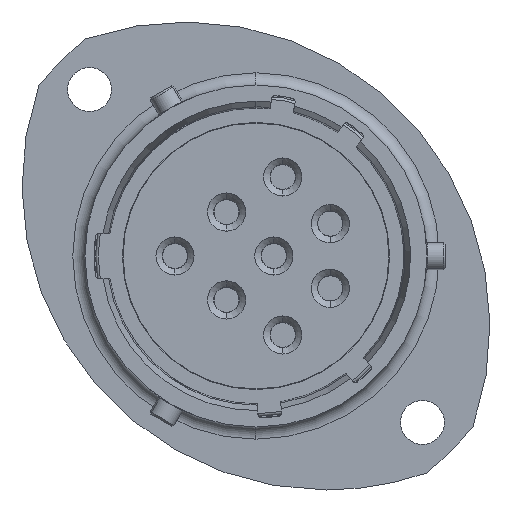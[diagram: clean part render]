
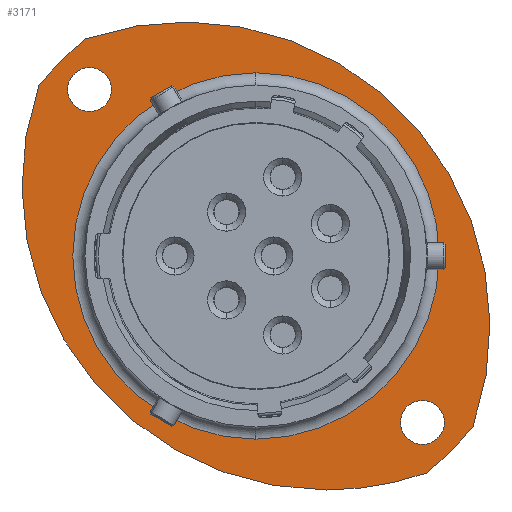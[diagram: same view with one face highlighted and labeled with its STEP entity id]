
A CAD part, left-side view. The second image highlights one B-rep face of the part: STEP entity #3171.
In plain terms, the highlighted planar face has unit normal (-1, 0, 0).
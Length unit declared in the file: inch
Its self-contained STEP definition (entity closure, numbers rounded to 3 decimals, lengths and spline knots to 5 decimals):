
#57 = EDGE_LOOP ( 'NONE', ( #3693, #18085 ) ) ;
#209 = EDGE_LOOP ( 'NONE', ( #3840, #3679, #18041, #18114, #18005 ) ) ;
#442 = EDGE_LOOP ( 'NONE', ( #18098, #3880 ) ) ;
#516 = EDGE_LOOP ( 'NONE', ( #18104, #3697 ) ) ;
#1795 = VERTEX_POINT ( 'NONE', #3960 ) ;
#2015 = CARTESIAN_POINT ( 'NONE',  ( 0.22853, -0.03042, 0.03809 ) ) ;
#2016 = DIRECTION ( 'NONE',  ( -1., 0., 0. ) ) ;
#2017 = DIRECTION ( 'NONE',  ( 0., 0., -1. ) ) ;
#2063 = CARTESIAN_POINT ( 'NONE',  ( 0.22853, -0.3102, -0.65092 ) ) ;
#2064 = DIRECTION ( 'NONE',  ( -1., 0., 0. ) ) ;
#2065 = DIRECTION ( 'NONE',  ( 0., 0., -1. ) ) ;
#2209 = CARTESIAN_POINT ( 'NONE',  ( 0.22853, 0.1742, -0.16652 ) ) ;
#2210 = DIRECTION ( 'NONE',  ( -1., 0., 0. ) ) ;
#2211 = DIRECTION ( 'NONE',  ( 0., 0., 1. ) ) ;
#2253 = CARTESIAN_POINT ( 'NONE',  ( 0.22853, 0.37881, -0.37114 ) ) ;
#2254 = DIRECTION ( 'NONE',  ( -1., 0., 0. ) ) ;
#2255 = DIRECTION ( 'NONE',  ( 0., 0., -1. ) ) ;
#2266 = CARTESIAN_POINT ( 'NONE',  ( 0.22853, 0.1742, -0.16652 ) ) ;
#2267 = DIRECTION ( 'NONE',  ( -1., 0., 0. ) ) ;
#2268 = DIRECTION ( 'NONE',  ( 0., 0., 1. ) ) ;
#2317 = CARTESIAN_POINT ( 'NONE',  ( 0.22853, 0.65859, 0.31787 ) ) ;
#2318 = DIRECTION ( 'NONE',  ( -1., 0., 0. ) ) ;
#2319 = DIRECTION ( 'NONE',  ( 0., 0., -1. ) ) ;
#2369 = CARTESIAN_POINT ( 'NONE',  ( 0.22853, 0.1742, -0.16652 ) ) ;
#2370 = DIRECTION ( 'NONE',  ( 1., 0., 0. ) ) ;
#2371 = DIRECTION ( 'NONE',  ( 0., 0., -1. ) ) ;
#2391 = CARTESIAN_POINT ( 'NONE',  ( 0.22853, -0.4579, -0.66201 ) ) ;
#2392 = CARTESIAN_POINT ( 'NONE',  ( 0.22853, 0.66968, 0.46557 ) ) ;
#2409 = CARTESIAN_POINT ( 'NONE',  ( 0.22853, -0.3102, -0.7149 ) ) ;
#2451 = CARTESIAN_POINT ( 'NONE',  ( 0.22853, -0.03042, -0.84774 ) ) ;
#3171 = ADVANCED_FACE ( 'NONE', ( #6456, #6474, #6476, #6478 ), #6472, .F. ) ;
#3573 = EDGE_CURVE ( 'NONE', #18124, #9631, #5248, .T. ) ;
#3588 = EDGE_CURVE ( 'NONE', #16025, #9531, #5293, .T. ) ;
#3623 = EDGE_CURVE ( 'NONE', #8432, #18124, #8461, .T. ) ;
#3637 = EDGE_CURVE ( 'NONE', #9509, #8432, #8484, .T. ) ;
#3641 = EDGE_CURVE ( 'NONE', #1795, #9509, #8487, .T. ) ;
#3654 = EDGE_CURVE ( 'NONE', #17883, #17946, #8510, .T. ) ;
#3666 = EDGE_CURVE ( 'NONE', #11945, #12176, #8525, .T. ) ;
#3679 = ORIENTED_EDGE ( 'NONE', *, *, #16212, .T. ) ;
#3693 = ORIENTED_EDGE ( 'NONE', *, *, #16204, .F. ) ;
#3697 = ORIENTED_EDGE ( 'NONE', *, *, #3654, .F. ) ;
#3840 = ORIENTED_EDGE ( 'NONE', *, *, #3573, .T. ) ;
#3880 = ORIENTED_EDGE ( 'NONE', *, *, #16176, .T. ) ;
#3960 = CARTESIAN_POINT ( 'NONE',  ( 0.22853, -0.32129, -0.79862 ) ) ;
#4520 = AXIS2_PLACEMENT_3D ( 'NONE', #10079, #10080, #10081 ) ;
#5248 = CIRCLE ( 'NONE', #5261, 0.88583 ) ;
#5261 = AXIS2_PLACEMENT_3D ( 'NONE', #2015, #2016, #2017 ) ;
#5293 = CIRCLE ( 'NONE', #5303, 0.06398 ) ;
#5303 = AXIS2_PLACEMENT_3D ( 'NONE', #2063, #2064, #2065 ) ;
#6456 = FACE_BOUND ( 'NONE', #57, .T. ) ;
#6472 = PLANE ( 'NONE',  #4520 ) ;
#6474 = FACE_BOUND ( 'NONE', #442, .T. ) ;
#6476 = FACE_BOUND ( 'NONE', #516, .T. ) ;
#6478 = FACE_OUTER_BOUND ( 'NONE', #209, .T. ) ;
#7863 = CIRCLE ( 'NONE', #7866, 0.53327 ) ;
#7866 = AXIS2_PLACEMENT_3D ( 'NONE', #15721, #15722, #15723 ) ;
#7904 = CIRCLE ( 'NONE', #7913, 0.06398 ) ;
#7913 = AXIS2_PLACEMENT_3D ( 'NONE', #15817, #15818, #15819 ) ;
#7925 = CIRCLE ( 'NONE', #7927, 0.88583 ) ;
#7927 = AXIS2_PLACEMENT_3D ( 'NONE', #15839, #15840, #15841 ) ;
#7939 = CIRCLE ( 'NONE', #7942, 0.06398 ) ;
#7942 = AXIS2_PLACEMENT_3D ( 'NONE', #15868, #15869, #15870 ) ;
#8432 = VERTEX_POINT ( 'NONE', #2392 ) ;
#8461 = CIRCLE ( 'NONE', #8465, 0.80315 ) ;
#8465 = AXIS2_PLACEMENT_3D ( 'NONE', #2209, #2210, #2211 ) ;
#8484 = CIRCLE ( 'NONE', #8486, 0.88583 ) ;
#8486 = AXIS2_PLACEMENT_3D ( 'NONE', #2253, #2254, #2255 ) ;
#8487 = CIRCLE ( 'NONE', #8493, 0.80315 ) ;
#8493 = AXIS2_PLACEMENT_3D ( 'NONE', #2266, #2267, #2268 ) ;
#8510 = CIRCLE ( 'NONE', #8512, 0.06398 ) ;
#8512 = AXIS2_PLACEMENT_3D ( 'NONE', #2317, #2318, #2319 ) ;
#8525 = CIRCLE ( 'NONE', #8528, 0.53327 ) ;
#8528 = AXIS2_PLACEMENT_3D ( 'NONE', #2369, #2370, #2371 ) ;
#9509 = VERTEX_POINT ( 'NONE', #2391 ) ;
#9531 = VERTEX_POINT ( 'NONE', #2409 ) ;
#9631 = VERTEX_POINT ( 'NONE', #2451 ) ;
#10079 = CARTESIAN_POINT ( 'NONE',  ( 0.22853, 0.67203, -0.16652 ) ) ;
#10080 = DIRECTION ( 'NONE',  ( 1., 0., 0. ) ) ;
#10081 = DIRECTION ( 'NONE',  ( 0., 0., -1. ) ) ;
#11945 = VERTEX_POINT ( 'NONE', #12851 ) ;
#12176 = VERTEX_POINT ( 'NONE', #13082 ) ;
#12851 = CARTESIAN_POINT ( 'NONE',  ( 0.22853, 0.1742, -0.69979 ) ) ;
#13082 = CARTESIAN_POINT ( 'NONE',  ( 0.22853, 0.1742, 0.36674 ) ) ;
#15325 = CARTESIAN_POINT ( 'NONE',  ( 0.22853, -0.3102, -0.58694 ) ) ;
#15721 = CARTESIAN_POINT ( 'NONE',  ( 0.22853, 0.1742, -0.16652 ) ) ;
#15722 = DIRECTION ( 'NONE',  ( 1., 0., 0. ) ) ;
#15723 = DIRECTION ( 'NONE',  ( 0., 0., -1. ) ) ;
#15817 = CARTESIAN_POINT ( 'NONE',  ( 0.22853, -0.3102, -0.65092 ) ) ;
#15818 = DIRECTION ( 'NONE',  ( -1., 0., 0. ) ) ;
#15819 = DIRECTION ( 'NONE',  ( 0., 0., -1. ) ) ;
#15839 = CARTESIAN_POINT ( 'NONE',  ( 0.22853, -0.03042, 0.03809 ) ) ;
#15840 = DIRECTION ( 'NONE',  ( -1., 0., 0. ) ) ;
#15841 = DIRECTION ( 'NONE',  ( 0., 0., -1. ) ) ;
#15868 = CARTESIAN_POINT ( 'NONE',  ( 0.22853, 0.65859, 0.31787 ) ) ;
#15869 = DIRECTION ( 'NONE',  ( -1., 0., 0. ) ) ;
#15870 = DIRECTION ( 'NONE',  ( 0., 0., -1. ) ) ;
#15915 = CARTESIAN_POINT ( 'NONE',  ( 0.22853, 0.65859, 0.38185 ) ) ;
#15929 = CARTESIAN_POINT ( 'NONE',  ( 0.22853, 0.65859, 0.25389 ) ) ;
#15948 = CARTESIAN_POINT ( 'NONE',  ( 0.22853, 0.80629, 0.32896 ) ) ;
#16025 = VERTEX_POINT ( 'NONE', #15325 ) ;
#16176 = EDGE_CURVE ( 'NONE', #12176, #11945, #7863, .T. ) ;
#16204 = EDGE_CURVE ( 'NONE', #9531, #16025, #7904, .T. ) ;
#16212 = EDGE_CURVE ( 'NONE', #9631, #1795, #7925, .T. ) ;
#16221 = EDGE_CURVE ( 'NONE', #17946, #17883, #7939, .T. ) ;
#17883 = VERTEX_POINT ( 'NONE', #15915 ) ;
#17946 = VERTEX_POINT ( 'NONE', #15929 ) ;
#18005 = ORIENTED_EDGE ( 'NONE', *, *, #3623, .T. ) ;
#18041 = ORIENTED_EDGE ( 'NONE', *, *, #3641, .T. ) ;
#18085 = ORIENTED_EDGE ( 'NONE', *, *, #3588, .F. ) ;
#18098 = ORIENTED_EDGE ( 'NONE', *, *, #3666, .T. ) ;
#18104 = ORIENTED_EDGE ( 'NONE', *, *, #16221, .F. ) ;
#18114 = ORIENTED_EDGE ( 'NONE', *, *, #3637, .T. ) ;
#18124 = VERTEX_POINT ( 'NONE', #15948 ) ;
